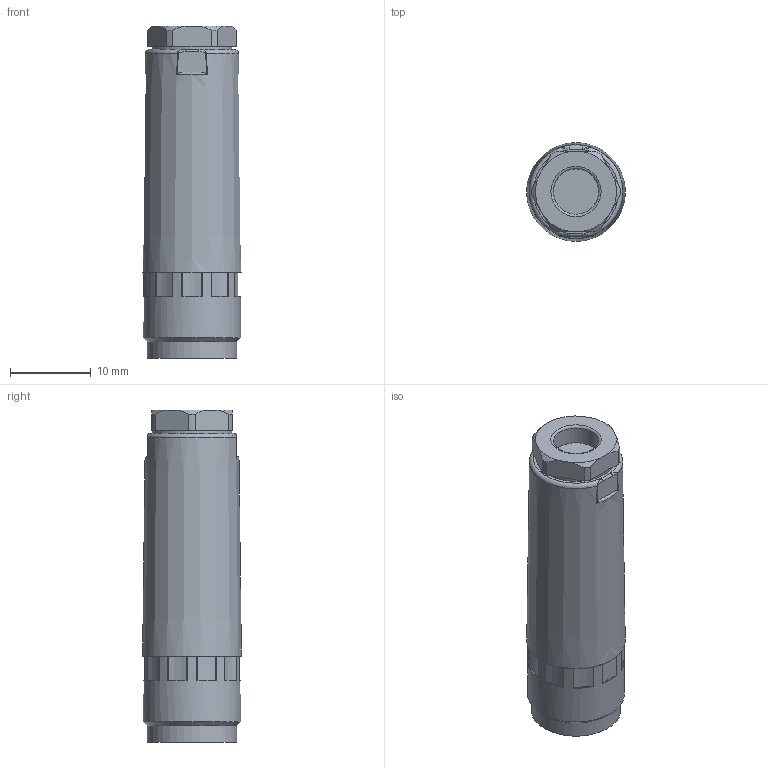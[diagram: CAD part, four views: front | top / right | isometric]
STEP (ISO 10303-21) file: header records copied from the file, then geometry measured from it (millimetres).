
FILE_DESCRIPTION(/* description */ (''),/* implementation_level */ '2;1');
FILE_NAME(/* name */ 'SK3212-0.stp',/* time_stamp */ '2018-07-30T14:06:59+08:00',/* author */ (''),/* organization */ (''),/* preprocessor_version */ 'ST-DEVELOPER v14',/* originating_system */ 'SIEMENS PLM Software NX 8.0',/* authorisation */ '');
FILE_SCHEMA (('AUTOMOTIVE_DESIGN { 1 0 10303 214 3 1 1 1 }'));
Length unit declared in the file: millimetre
Products named in the file (1): DELL0424D510nvmy
Bounding box: 12.2 x 12.2 x 41 mm (x, y, z)
Volume: 4193.8 mm3; surface area: 3198.6 mm2
Topology: 1 solids, 5 shells, 192 faces, 490 edges, 320 vertices
Faces by surface type: plane 77, cylinder 72, cone 18, bspline 15, torus 10
Full cylindrical faces by diameter (mm): 1 x3, 1.1 x3, 1.45 x3, 1.55 x3, 5.6 x2, 6.7 x1, 7 x1, 7.2 x1, 7.4 x2, 7.5 x1, 7.6 x1, 7.75 x1, 9.8 x4, 10 x1, 11 x1, 11.2 x1, 12 x1
Entity records: 8501 total; most frequent: CARTESIAN_POINT 2997, DIRECTION 913, ORIENTED_EDGE 836, EDGE_CURVE 418, AXIS2_PLACEMENT_3D 386, VERTEX_POINT 299, EDGE_LOOP 260, CIRCLE 208
